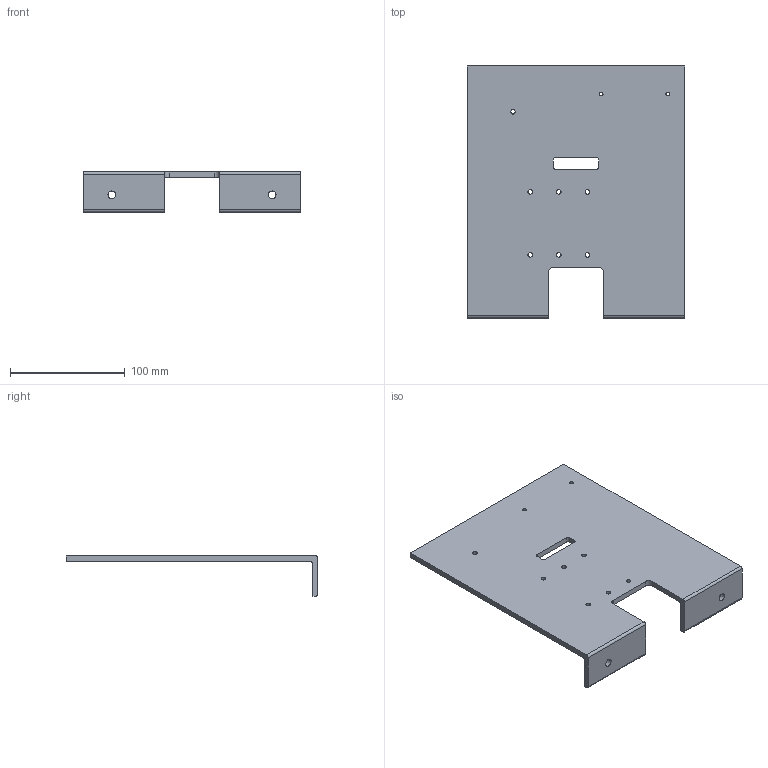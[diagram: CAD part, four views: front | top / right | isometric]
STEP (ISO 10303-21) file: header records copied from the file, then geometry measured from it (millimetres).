
FILE_DESCRIPTION(('FreeCAD Model'),'2;1');
FILE_NAME('Open CASCADE Shape Model','2026-02-20T17:13:10',('Author'),( ''),'Open CASCADE STEP processor 7.8','FreeCAD','Unknown');
FILE_SCHEMA(('AUTOMOTIVE_DESIGN { 1 0 10303 214 1 1 1 1 }'));
Length unit declared in the file: millimetre
Products named in the file (1): LeftHeadBed
Bounding box: 190 x 220 x 35 mm (x, y, z)
Volume: 215111.2 mm3; surface area: 92688.7 mm2
Topology: 1 solids, 1 shells, 41 faces, 117 edges, 78 vertices
Faces by surface type: cylinder 23, plane 18
Full cylindrical faces by diameter (mm): 3.2 x2, 4 x7, 6.8 x2
Entity records: 1427 total; most frequent: DIRECTION 247, CARTESIAN_POINT 237, ORIENTED_EDGE 234, EDGE_CURVE 117, AXIS2_PLACEMENT_3D 88, VERTEX_POINT 78, LINE 71, VECTOR 71
